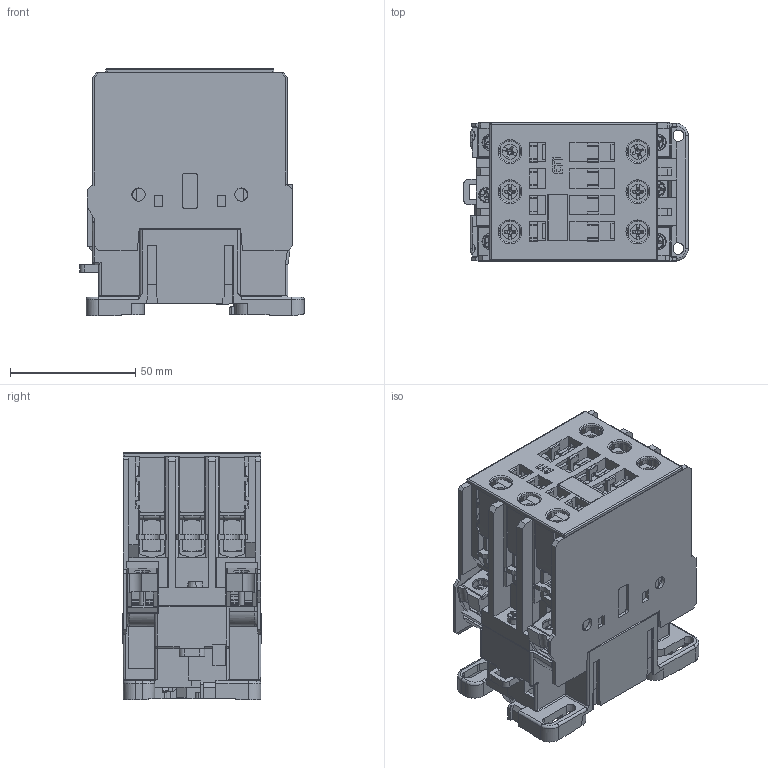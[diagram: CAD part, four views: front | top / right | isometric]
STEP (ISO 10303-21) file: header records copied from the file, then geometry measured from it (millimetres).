
FILE_DESCRIPTION((''),'2;1');
FILE_NAME('CEM32_40_ASM','2018-05-14T',('luka.skrinjar'),('Audax d.o.o.'),'CREO PARAMETRIC BY PTC INC, 2016050','CREO PARAMETRIC BY PTC INC, 2016050','');
FILE_SCHEMA(('AUTOMOTIVE_DESIGN { 1 0 10303 214 1 1 1 1 }'));
Products named in the file (8): CWM32_40_1_1; CWM32_40_1_2; CWM32_40_1_3; CWM32_40_1_4; CWM32_40_1_5; CWM32_40_1_6; CWM32_40_1_ASM; CEM32_40_ASM
Assembly tree (7 placements, depth 3):
  CEM32_40_ASM
    CWM32_40_1_ASM
      CWM32_40_1_1
      CWM32_40_1_2
      CWM32_40_1_3
      CWM32_40_1_4
      CWM32_40_1_5
      CWM32_40_1_6
Bounding box: 89.5 x 55.14 x 98.6 mm (x, y, z)
Volume: 190545.8 mm3; surface area: 121612.2 mm2
Topology: 6 solids, 20 shells, 4185 faces, 11987 edges, 7766 vertices
Faces by surface type: plane 2911, cylinder 804, cone 187, extrusion 144, torus 97, sphere 29, bspline 13
Entity records: 142323 total; most frequent: CARTESIAN_POINT 34487, ORIENTED_EDGE 23765, DIRECTION 20258, EDGE_CURVE 11946, VECTOR 8408, LINE 8264, VERTEX_POINT 7766, AXIS2_PLACEMENT_3D 5925
